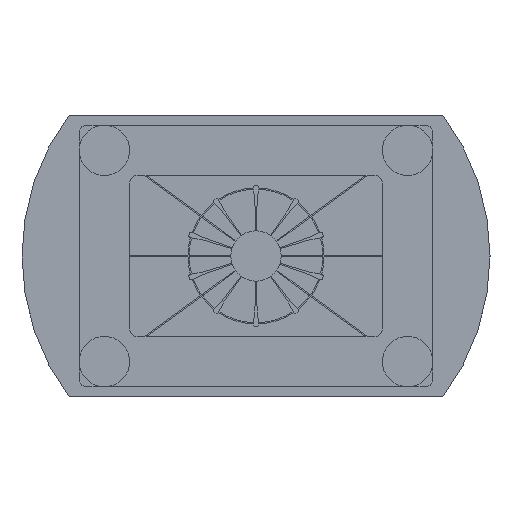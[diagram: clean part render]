
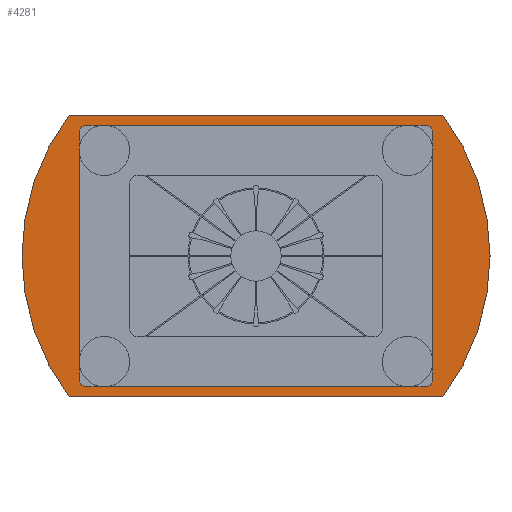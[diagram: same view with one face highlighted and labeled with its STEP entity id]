
A CAD part, top view. The second image highlights one B-rep face of the part: STEP entity #4281.
In plain terms, the highlighted planar face has unit normal (0, 0, 1).
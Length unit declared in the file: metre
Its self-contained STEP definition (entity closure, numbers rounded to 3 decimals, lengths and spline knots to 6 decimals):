
#94=CIRCLE('',#4540,0.00075);
#95=CIRCLE('',#4541,0.00075);
#96=CIRCLE('',#4542,0.00075);
#97=CIRCLE('',#4543,0.00075);
#98=CIRCLE('',#4544,0.02325);
#99=CIRCLE('',#4545,0.02325);
#262=ORIENTED_EDGE('',*,*,#1550,.F.);
#263=ORIENTED_EDGE('',*,*,#1551,.T.);
#264=ORIENTED_EDGE('',*,*,#1552,.F.);
#265=ORIENTED_EDGE('',*,*,#1553,.F.);
#266=ORIENTED_EDGE('',*,*,#1554,.T.);
#267=ORIENTED_EDGE('',*,*,#1555,.T.);
#268=ORIENTED_EDGE('',*,*,#1556,.F.);
#269=ORIENTED_EDGE('',*,*,#1557,.F.);
#270=ORIENTED_EDGE('',*,*,#1558,.T.);
#271=ORIENTED_EDGE('',*,*,#1559,.T.);
#272=ORIENTED_EDGE('',*,*,#1560,.T.);
#273=ORIENTED_EDGE('',*,*,#1561,.F.);
#1550=EDGE_CURVE('',#2194,#2195,#2622,.T.);
#1551=EDGE_CURVE('',#2194,#2196,#94,.T.);
#1552=EDGE_CURVE('',#2197,#2196,#2623,.T.);
#1553=EDGE_CURVE('',#2198,#2197,#95,.T.);
#1554=EDGE_CURVE('',#2198,#2199,#2624,.T.);
#1555=EDGE_CURVE('',#2199,#2200,#96,.T.);
#1556=EDGE_CURVE('',#2201,#2200,#2625,.T.);
#1557=EDGE_CURVE('',#2195,#2201,#97,.T.);
#1558=EDGE_CURVE('',#2202,#2203,#98,.T.);
#1559=EDGE_CURVE('',#2203,#2204,#2626,.T.);
#1560=EDGE_CURVE('',#2204,#2205,#99,.T.);
#1561=EDGE_CURVE('',#2202,#2205,#2627,.T.);
#2194=VERTEX_POINT('',#6259);
#2195=VERTEX_POINT('',#6260);
#2196=VERTEX_POINT('',#6262);
#2197=VERTEX_POINT('',#6264);
#2198=VERTEX_POINT('',#6266);
#2199=VERTEX_POINT('',#6268);
#2200=VERTEX_POINT('',#6270);
#2201=VERTEX_POINT('',#6272);
#2202=VERTEX_POINT('',#6275);
#2203=VERTEX_POINT('',#6276);
#2204=VERTEX_POINT('',#6278);
#2205=VERTEX_POINT('',#6280);
#2622=LINE('',#6258,#3098);
#2623=LINE('',#6263,#3099);
#2624=LINE('',#6267,#3100);
#2625=LINE('',#6271,#3101);
#2626=LINE('',#6277,#3102);
#2627=LINE('',#6281,#3103);
#3098=VECTOR('',#4956,1.);
#3099=VECTOR('',#4959,1.);
#3100=VECTOR('',#4962,1.);
#3101=VECTOR('',#4965,1.);
#3102=VECTOR('',#4970,1.);
#3103=VECTOR('',#4973,1.);
#3574=EDGE_LOOP('',(#262,#263,#264,#265,#266,#267,#268,#269));
#3575=EDGE_LOOP('',(#270,#271,#272,#273));
#3846=FACE_BOUND('',#3574,.T.);
#3847=FACE_BOUND('',#3575,.T.);
#4118=PLANE('',#4539);
#4281=ADVANCED_FACE('',(#3846,#3847),#4118,.T.);
#4539=AXIS2_PLACEMENT_3D('',#6257,#4954,#4955);
#4540=AXIS2_PLACEMENT_3D('',#6261,#4957,#4958);
#4541=AXIS2_PLACEMENT_3D('',#6265,#4960,#4961);
#4542=AXIS2_PLACEMENT_3D('',#6269,#4963,#4964);
#4543=AXIS2_PLACEMENT_3D('',#6273,#4966,#4967);
#4544=AXIS2_PLACEMENT_3D('',#6274,#4968,#4969);
#4545=AXIS2_PLACEMENT_3D('',#6279,#4971,#4972);
#4954=DIRECTION('',(0.,0.,1.));
#4955=DIRECTION('',(1.,0.,0.));
#4956=DIRECTION('',(-1.,0.,0.));
#4957=DIRECTION('',(0.,0.,-1.));
#4958=DIRECTION('',(1.,0.,0.));
#4959=DIRECTION('',(0.,1.,0.));
#4960=DIRECTION('',(0.,0.,1.));
#4961=DIRECTION('',(1.,0.,0.));
#4962=DIRECTION('',(-1.,0.,0.));
#4963=DIRECTION('',(0.,0.,-1.));
#4964=DIRECTION('',(1.,0.,0.));
#4965=DIRECTION('',(0.,-1.,0.));
#4966=DIRECTION('',(0.,0.,1.));
#4967=DIRECTION('',(1.,0.,0.));
#4968=DIRECTION('',(0.,0.,1.));
#4969=DIRECTION('',(1.,0.,0.));
#4970=DIRECTION('',(-1.,0.,0.));
#4971=DIRECTION('',(0.,0.,1.));
#4972=DIRECTION('',(1.,0.,0.));
#4973=DIRECTION('',(-1.,0.,0.));
#6257=CARTESIAN_POINT('',(0.,0.,0.002));
#6258=CARTESIAN_POINT('',(-0.008406,0.013,0.002));
#6259=CARTESIAN_POINT('',(0.016812,0.013,0.002));
#6260=CARTESIAN_POINT('',(-0.016812,0.013,0.002));
#6261=CARTESIAN_POINT('',(0.016812,0.01225,0.002));
#6262=CARTESIAN_POINT('',(0.017562,0.01225,0.002));
#6263=CARTESIAN_POINT('',(0.017562,-0.006125,0.002));
#6264=CARTESIAN_POINT('',(0.017562,-0.01225,0.002));
#6265=CARTESIAN_POINT('',(0.016812,-0.01225,0.002));
#6266=CARTESIAN_POINT('',(0.016812,-0.013,0.002));
#6267=CARTESIAN_POINT('',(-0.008406,-0.013,0.002));
#6268=CARTESIAN_POINT('',(-0.016812,-0.013,0.002));
#6269=CARTESIAN_POINT('',(-0.016812,-0.01225,0.002));
#6270=CARTESIAN_POINT('',(-0.017562,-0.01225,0.002));
#6271=CARTESIAN_POINT('',(-0.017562,0.006125,0.002));
#6272=CARTESIAN_POINT('',(-0.017562,0.01225,0.002));
#6273=CARTESIAN_POINT('',(-0.016812,0.01225,0.002));
#6274=CARTESIAN_POINT('',(0.,0.,0.002));
#6275=CARTESIAN_POINT('',(0.018562,-0.014,0.002));
#6276=CARTESIAN_POINT('',(0.018562,0.014,0.002));
#6277=CARTESIAN_POINT('',(0.,0.014,0.002));
#6278=CARTESIAN_POINT('',(-0.018562,0.014,0.002));
#6279=CARTESIAN_POINT('',(0.,0.,0.002));
#6280=CARTESIAN_POINT('',(-0.018562,-0.014,0.002));
#6281=CARTESIAN_POINT('',(0.,-0.014,0.002));
